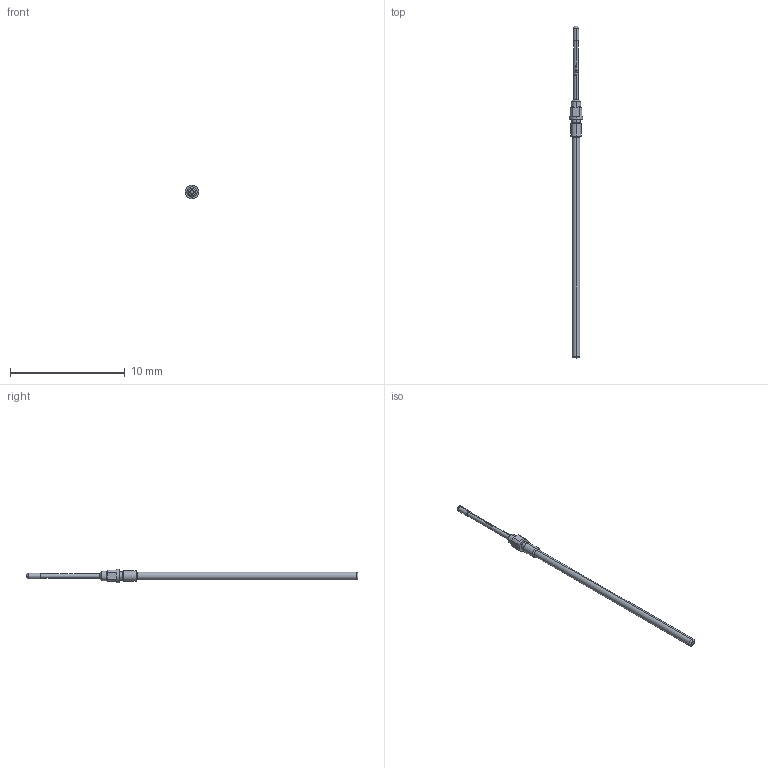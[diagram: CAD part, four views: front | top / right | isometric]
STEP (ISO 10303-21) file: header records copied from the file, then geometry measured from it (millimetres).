
FILE_DESCRIPTION (( 'STEP AP203' ), '1' );
FILE_NAME ('INGUN_GKS-097_305_050_A_xx02_MO.STEP', '2021-10-04T10:13:01', ( 'ochi' ), ( '' ), 'SwSTEP 2.0', 'SolidWorks 2018', '' );
FILE_SCHEMA (( 'CONFIG_CONTROL_DESIGN' ));
Length unit declared in the file: millimetre
Products named in the file (1): INGUN_GKS-097_305_050_A_xx02_MO
Bounding box: 1.15 x 28.9 x 1.15 mm (x, y, z)
Volume: 9.7 mm3; surface area: 59.6 mm2
Topology: 1 solids, 1 shells, 119 faces, 328 edges, 213 vertices
Faces by surface type: plane 52, cylinder 33, bspline 22, cone 8, sphere 2, torus 2
Entity records: 4047 total; most frequent: CARTESIAN_POINT 1081, ORIENTED_EDGE 652, DIRECTION 552, EDGE_CURVE 326, AXIS2_PLACEMENT_3D 220, VERTEX_POINT 213, EDGE_LOOP 123, CIRCLE 122
